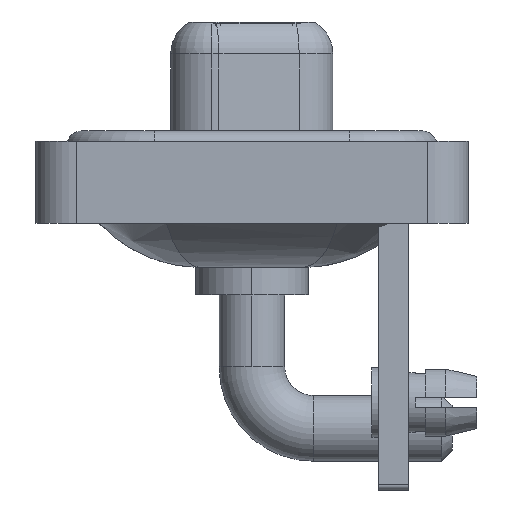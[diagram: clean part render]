
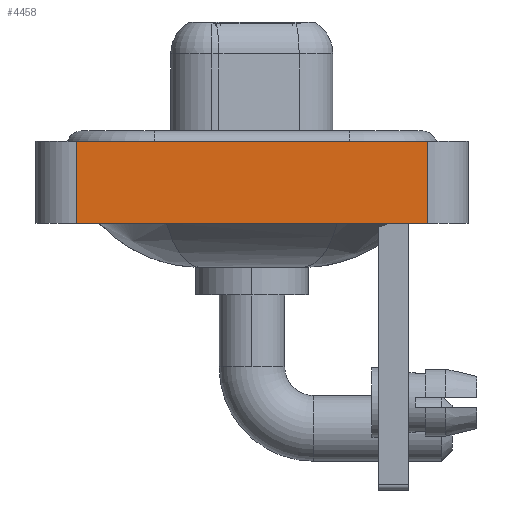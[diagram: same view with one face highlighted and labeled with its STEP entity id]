
A CAD part, left-side view. The second image highlights one B-rep face of the part: STEP entity #4458.
In plain terms, the highlighted planar face has unit normal (-1, 0, 0).
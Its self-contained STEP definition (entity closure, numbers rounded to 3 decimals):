
#5 = LINE ( 'NONE', #11394, #5790 ) ;
#213 = VERTEX_POINT ( 'NONE', #4169 ) ;
#976 = CARTESIAN_POINT ( 'NONE',  ( -7.3, -8.55, -3.6 ) ) ;
#1375 = EDGE_CURVE ( 'NONE', #9451, #213, #7189, .T. ) ;
#1490 = EDGE_CURVE ( 'NONE', #5079, #3010, #5, .T. ) ;
#2084 = VECTOR ( 'NONE', #3990, 1000. ) ;
#2627 = EDGE_CURVE ( 'NONE', #213, #3010, #4996, .T. ) ;
#3010 = VERTEX_POINT ( 'NONE', #17751 ) ;
#3557 = ORIENTED_EDGE ( 'NONE', *, *, #1375, .T. ) ;
#3990 = DIRECTION ( 'NONE',  ( 0., 0., 1. ) ) ;
#4113 = CARTESIAN_POINT ( 'NONE',  ( -7.3, -8.55, -3.6 ) ) ;
#4169 = CARTESIAN_POINT ( 'NONE',  ( -7.3, -8.55, -3.6 ) ) ;
#4458 = ADVANCED_FACE ( 'NONE', ( #9801 ), #15221, .T. ) ;
#4996 = LINE ( 'NONE', #10680, #6905 ) ;
#5079 = VERTEX_POINT ( 'NONE', #14194 ) ;
#5790 = VECTOR ( 'NONE', #10538, 1000. ) ;
#6056 = CARTESIAN_POINT ( 'NONE',  ( -7.3, 8.55, -3.6 ) ) ;
#6905 = VECTOR ( 'NONE', #9285, 1000. ) ;
#7189 = LINE ( 'NONE', #4113, #17118 ) ;
#7502 = ORIENTED_EDGE ( 'NONE', *, *, #2627, .T. ) ;
#8418 = DIRECTION ( 'NONE',  ( 0., 0., 1. ) ) ;
#9285 = DIRECTION ( 'NONE',  ( 0., 0., 1. ) ) ;
#9451 = VERTEX_POINT ( 'NONE', #6056 ) ;
#9801 = FACE_OUTER_BOUND ( 'NONE', #11968, .T. ) ;
#10538 = DIRECTION ( 'NONE',  ( 0., -1., 0. ) ) ;
#10680 = CARTESIAN_POINT ( 'NONE',  ( -7.3, -8.55, -3.6 ) ) ;
#11132 = DIRECTION ( 'NONE',  ( -1., 0., 0. ) ) ;
#11177 = CARTESIAN_POINT ( 'NONE',  ( -7.3, 8.55, -3.6 ) ) ;
#11394 = CARTESIAN_POINT ( 'NONE',  ( -7.3, -8.55, 0.4 ) ) ;
#11918 = ORIENTED_EDGE ( 'NONE', *, *, #1490, .F. ) ;
#11968 = EDGE_LOOP ( 'NONE', ( #7502, #11918, #17476, #3557 ) ) ;
#13039 = EDGE_CURVE ( 'NONE', #9451, #5079, #15800, .T. ) ;
#14194 = CARTESIAN_POINT ( 'NONE',  ( -7.3, 8.55, 0.4 ) ) ;
#15221 = PLANE ( 'NONE',  #15595 ) ;
#15595 = AXIS2_PLACEMENT_3D ( 'NONE', #976, #11132, #8418 ) ;
#15800 = LINE ( 'NONE', #11177, #2084 ) ;
#17118 = VECTOR ( 'NONE', #18319, 1000. ) ;
#17476 = ORIENTED_EDGE ( 'NONE', *, *, #13039, .F. ) ;
#17751 = CARTESIAN_POINT ( 'NONE',  ( -7.3, -8.55, 0.4 ) ) ;
#18319 = DIRECTION ( 'NONE',  ( 0., -1., 0. ) ) ;
